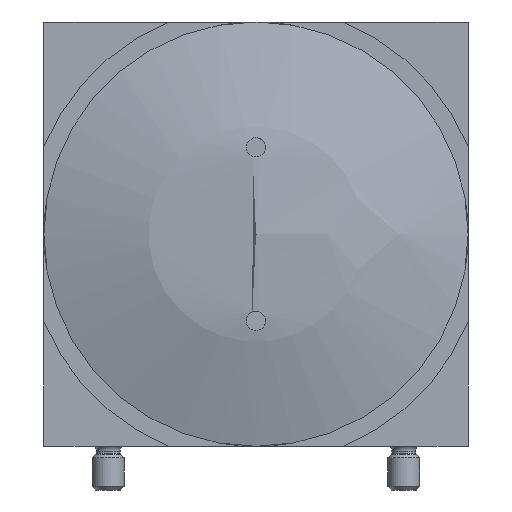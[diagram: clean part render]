
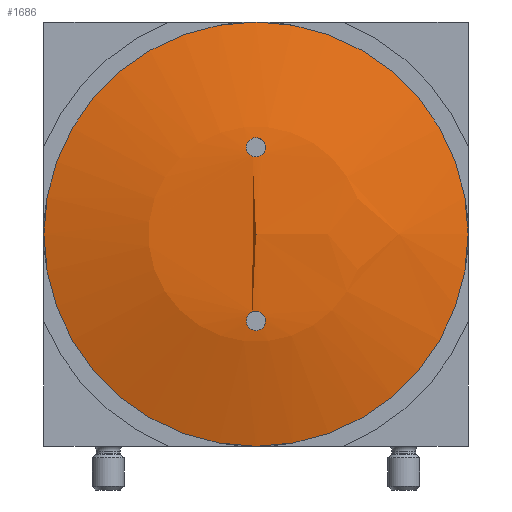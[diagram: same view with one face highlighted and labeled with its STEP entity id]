
A CAD part, front view. The second image highlights one B-rep face of the part: STEP entity #1686.
In plain terms, the highlighted spherical face has radius 100 mm.
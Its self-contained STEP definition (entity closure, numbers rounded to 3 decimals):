
#35=SPHERICAL_SURFACE('',#1841,100.);
#237=CIRCLE('',#1842,33.);
#466=ORIENTED_EDGE('',*,*,#618,.F.);
#467=ORIENTED_EDGE('',*,*,#617,.T.);
#468=ORIENTED_EDGE('',*,*,#616,.T.);
#616=EDGE_CURVE('',#723,#723,#750,.T.);
#617=EDGE_CURVE('',#724,#724,#751,.T.);
#618=EDGE_CURVE('',#725,#725,#237,.T.);
#723=VERTEX_POINT('',#2608);
#724=VERTEX_POINT('',#2621);
#725=VERTEX_POINT('',#2624);
#750=B_SPLINE_CURVE_WITH_KNOTS('',3,(#2597,#2598,#2599,#2600,#2601,#2602,
#2603,#2604,#2605,#2606,#2607),.UNSPECIFIED.,.T.,.F.,(1,1,1,1,1,1,1,1,1,
1,1,1,1,1,1),(-0.004,-0.002,-0.001,
0.,0.001,0.002,0.004,0.005,
0.006,0.007,0.008,0.009,
0.011,0.012,0.013),.UNSPECIFIED.);
#751=B_SPLINE_CURVE_WITH_KNOTS('',3,(#2610,#2611,#2612,#2613,#2614,#2615,
#2616,#2617,#2618,#2619,#2620),.UNSPECIFIED.,.T.,.F.,(1,1,1,1,1,1,1,1,1,
1,1,1,1,1,1),(-0.004,-0.002,-0.001,
0.,0.001,0.002,0.004,0.005,
0.006,0.007,0.008,0.009,
0.011,0.012,0.013),.UNSPECIFIED.);
#867=EDGE_LOOP('',(#466));
#868=EDGE_LOOP('',(#467));
#869=EDGE_LOOP('',(#468));
#1023=FACE_BOUND('',#867,.T.);
#1024=FACE_BOUND('',#868,.T.);
#1025=FACE_BOUND('',#869,.T.);
#1686=ADVANCED_FACE('',(#1023,#1024,#1025),#35,.T.);
#1841=AXIS2_PLACEMENT_3D('',#2622,#2171,#2172);
#1842=AXIS2_PLACEMENT_3D('',#2623,#2173,#2174);
#2171=DIRECTION('',(0.,1.,0.));
#2172=DIRECTION('',(-1.,0.,0.));
#2173=DIRECTION('',(0.,1.,0.));
#2174=DIRECTION('',(-1.,0.,0.));
#2597=CARTESIAN_POINT('',(-0.033,-294.846,-15.164));
#2598=CARTESIAN_POINT('',(-1.204,-294.917,-14.646));
#2599=CARTESIAN_POINT('',(-1.66,-295.078,-13.465));
#2600=CARTESIAN_POINT('',(-1.156,-295.236,-12.305));
#2601=CARTESIAN_POINT('',(0.034,-295.3,-11.836));
#2602=CARTESIAN_POINT('',(1.204,-295.229,-12.354));
#2603=CARTESIAN_POINT('',(1.66,-295.069,-13.533));
#2604=CARTESIAN_POINT('',(1.156,-294.91,-14.694));
#2605=CARTESIAN_POINT('',(-0.033,-294.846,-15.164));
#2606=CARTESIAN_POINT('',(-1.204,-294.917,-14.646));
#2607=CARTESIAN_POINT('',(-1.66,-295.078,-13.465));
#2608=CARTESIAN_POINT('',(-1.085,-294.932,-14.536));
#2610=CARTESIAN_POINT('',(0.014,-295.3,11.835));
#2611=CARTESIAN_POINT('',(-1.172,-295.234,12.32));
#2612=CARTESIAN_POINT('',(-1.66,-295.075,13.488));
#2613=CARTESIAN_POINT('',(-1.189,-294.915,14.661));
#2614=CARTESIAN_POINT('',(-0.014,-294.846,15.165));
#2615=CARTESIAN_POINT('',(1.171,-294.912,14.68));
#2616=CARTESIAN_POINT('',(1.66,-295.071,13.514));
#2617=CARTESIAN_POINT('',(1.19,-295.231,12.339));
#2618=CARTESIAN_POINT('',(0.014,-295.3,11.835));
#2619=CARTESIAN_POINT('',(-1.172,-295.234,12.32));
#2620=CARTESIAN_POINT('',(-1.66,-295.075,13.488));
#2621=CARTESIAN_POINT('',(-1.055,-295.218,12.434));
#2622=CARTESIAN_POINT('',(0.,-196.,0.));
#2623=CARTESIAN_POINT('',(0.,-290.398,0.));
#2624=CARTESIAN_POINT('',(-33.,-290.398,0.));
